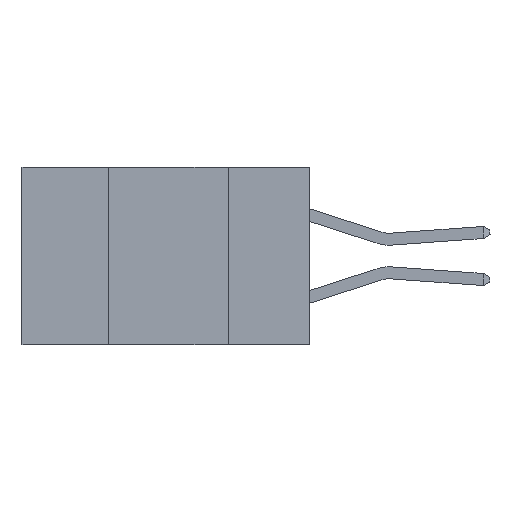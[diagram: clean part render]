
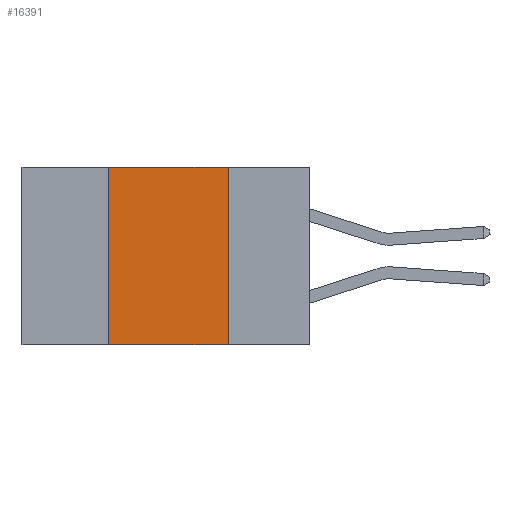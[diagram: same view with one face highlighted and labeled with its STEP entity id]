
A CAD part, left-side view. The second image highlights one B-rep face of the part: STEP entity #16391.
In plain terms, the highlighted planar face has unit normal (-1, 0, 0).
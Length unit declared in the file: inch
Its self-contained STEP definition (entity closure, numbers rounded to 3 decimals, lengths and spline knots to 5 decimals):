
#139 = VECTOR ( 'NONE', #21133, 39.37008 ) ;
#857 = EDGE_CURVE ( 'NONE', #3342, #8585, #13657, .T. ) ;
#1031 = CARTESIAN_POINT ( 'NONE',  ( 0., 0.6, 0. ) ) ;
#1046 = DIRECTION ( 'NONE',  ( 0., -1., 0. ) ) ;
#2439 = EDGE_CURVE ( 'NONE', #20571, #11218, #2817, .T. ) ;
#2817 = LINE ( 'NONE', #17229, #12350 ) ;
#3342 = VERTEX_POINT ( 'NONE', #5007 ) ;
#5007 = CARTESIAN_POINT ( 'NONE',  ( 0., 0.17, 0. ) ) ;
#5546 = EDGE_CURVE ( 'NONE', #11218, #3342, #16881, .T. ) ;
#5976 = CARTESIAN_POINT ( 'NONE',  ( 0., 0.6, -0.37 ) ) ;
#7627 = DIRECTION ( 'NONE',  ( 0., -1., 0. ) ) ;
#7767 = ORIENTED_EDGE ( 'NONE', *, *, #2439, .F. ) ;
#8055 = VECTOR ( 'NONE', #1046, 39.37008 ) ;
#8585 = VERTEX_POINT ( 'NONE', #20866 ) ;
#8856 = CARTESIAN_POINT ( 'NONE',  ( 0., 0.42, 0. ) ) ;
#9081 = FACE_OUTER_BOUND ( 'NONE', #16231, .T. ) ;
#9233 = DIRECTION ( 'NONE',  ( 1., 0., 0. ) ) ;
#11218 = VERTEX_POINT ( 'NONE', #8856 ) ;
#12350 = VECTOR ( 'NONE', #17399, 39.37008 ) ;
#13657 = LINE ( 'NONE', #16929, #139 ) ;
#13942 = CARTESIAN_POINT ( 'NONE',  ( 0., 0.42, -0.37 ) ) ;
#15368 = ORIENTED_EDGE ( 'NONE', *, *, #5546, .F. ) ;
#15514 = ORIENTED_EDGE ( 'NONE', *, *, #21583, .T. ) ;
#16209 = AXIS2_PLACEMENT_3D ( 'NONE', #19168, #9233, #20838 ) ;
#16231 = EDGE_LOOP ( 'NONE', ( #17117, #15368, #7767, #15514 ) ) ;
#16391 = ADVANCED_FACE ( 'NONE', ( #9081 ), #17473, .F. ) ;
#16881 = LINE ( 'NONE', #1031, #8055 ) ;
#16929 = CARTESIAN_POINT ( 'NONE',  ( 0., 0.17, 0. ) ) ;
#17117 = ORIENTED_EDGE ( 'NONE', *, *, #857, .F. ) ;
#17229 = CARTESIAN_POINT ( 'NONE',  ( 0., 0.42, 0. ) ) ;
#17399 = DIRECTION ( 'NONE',  ( 0., 0., 1. ) ) ;
#17473 = PLANE ( 'NONE',  #16209 ) ;
#17740 = LINE ( 'NONE', #5976, #21131 ) ;
#19168 = CARTESIAN_POINT ( 'NONE',  ( 0., 0.6, 0. ) ) ;
#20571 = VERTEX_POINT ( 'NONE', #13942 ) ;
#20838 = DIRECTION ( 'NONE',  ( 0., 0., -1. ) ) ;
#20866 = CARTESIAN_POINT ( 'NONE',  ( 0., 0.17, -0.37 ) ) ;
#21131 = VECTOR ( 'NONE', #7627, 39.37008 ) ;
#21133 = DIRECTION ( 'NONE',  ( 0., 0., -1. ) ) ;
#21583 = EDGE_CURVE ( 'NONE', #20571, #8585, #17740, .T. ) ;
